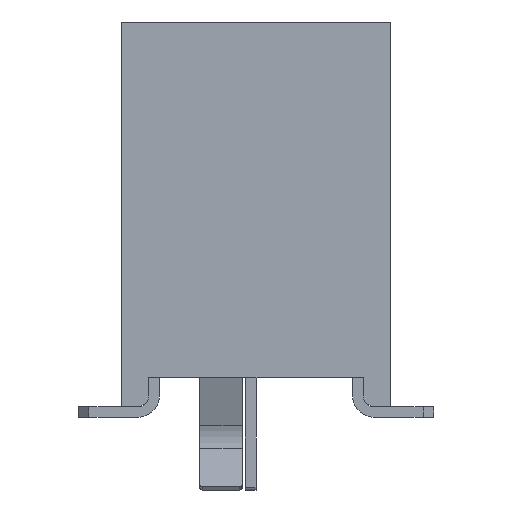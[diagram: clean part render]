
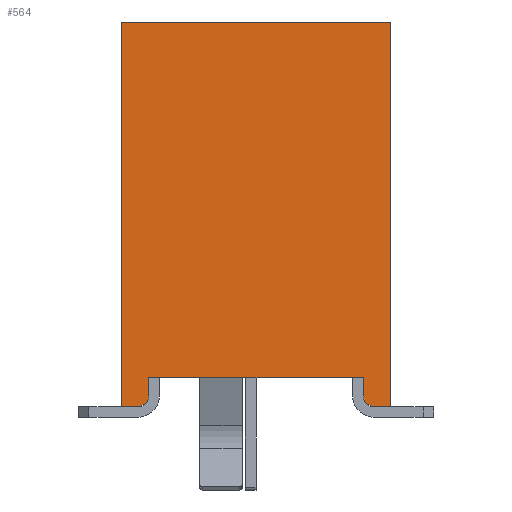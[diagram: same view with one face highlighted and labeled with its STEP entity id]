
A CAD part, left-side view. The second image highlights one B-rep face of the part: STEP entity #564.
In plain terms, the highlighted planar face has unit normal (-1, 0, 0).
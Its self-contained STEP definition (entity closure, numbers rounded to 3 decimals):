
#564 = ADVANCED_FACE( '', ( #1619 ), #1620, .T. );
#1619 = FACE_OUTER_BOUND( '', #3231, .T. );
#1620 = PLANE( '', #3232 );
#3231 = EDGE_LOOP( '', ( #5024, #5025, #5026, #5027, #5028, #5029, #5030, #5031, #5032, #5033 ) );
#3232 = AXIS2_PLACEMENT_3D( '', #5034, #5035, #5036 );
#5024 = ORIENTED_EDGE( '', *, *, #9506, .F. );
#5025 = ORIENTED_EDGE( '', *, *, #9507, .T. );
#5026 = ORIENTED_EDGE( '', *, *, #9508, .T. );
#5027 = ORIENTED_EDGE( '', *, *, #9509, .T. );
#5028 = ORIENTED_EDGE( '', *, *, #9510, .T. );
#5029 = ORIENTED_EDGE( '', *, *, #9511, .T. );
#5030 = ORIENTED_EDGE( '', *, *, #9512, .F. );
#5031 = ORIENTED_EDGE( '', *, *, #9513, .T. );
#5032 = ORIENTED_EDGE( '', *, *, #9514, .T. );
#5033 = ORIENTED_EDGE( '', *, *, #9515, .F. );
#5034 = CARTESIAN_POINT( '', ( -21.84, -2.54, -3.62 ) );
#5035 = DIRECTION( '', ( -1., 0., 0. ) );
#5036 = DIRECTION( '', ( 0., 0., 1. ) );
#9506 = EDGE_CURVE( '', #11397, #11398, #11399, .T. );
#9507 = EDGE_CURVE( '', #11397, #11400, #11401, .T. );
#9508 = EDGE_CURVE( '', #11400, #11402, #11403, .T. );
#9509 = EDGE_CURVE( '', #11402, #11404, #11405, .T. );
#9510 = EDGE_CURVE( '', #11404, #11406, #11407, .T. );
#9511 = EDGE_CURVE( '', #11406, #11408, #11409, .T. );
#9512 = EDGE_CURVE( '', #11410, #11408, #11411, .T. );
#9513 = EDGE_CURVE( '', #11410, #11412, #11413, .T. );
#9514 = EDGE_CURVE( '', #11412, #11414, #11415, .T. );
#9515 = EDGE_CURVE( '', #11398, #11414, #11416, .T. );
#11397 = VERTEX_POINT( '', #14105 );
#11398 = VERTEX_POINT( '', #14106 );
#11399 = LINE( '', #14107, #14108 );
#11400 = VERTEX_POINT( '', #14109 );
#11401 = CIRCLE( '', #14110, 0.2 );
#11402 = VERTEX_POINT( '', #14111 );
#11403 = LINE( '', #14112, #14113 );
#11404 = VERTEX_POINT( '', #14114 );
#11405 = LINE( '', #14115, #14116 );
#11406 = VERTEX_POINT( '', #14117 );
#11407 = LINE( '', #14118, #14119 );
#11408 = VERTEX_POINT( '', #14120 );
#11409 = CIRCLE( '', #14121, 0.2 );
#11410 = VERTEX_POINT( '', #14122 );
#11411 = LINE( '', #14123, #14124 );
#11412 = VERTEX_POINT( '', #14125 );
#11413 = LINE( '', #14126, #14127 );
#11414 = VERTEX_POINT( '', #14128 );
#11415 = LINE( '', #14129, #14130 );
#11416 = LINE( '', #14131, #14132 );
#14105 = CARTESIAN_POINT( '', ( -21.84, 2.22, -3.62 ) );
#14106 = CARTESIAN_POINT( '', ( -21.84, 2.54, -3.62 ) );
#14107 = CARTESIAN_POINT( '', ( -21.84, -2.54, -3.62 ) );
#14108 = VECTOR( '', #17796, 1000. );
#14109 = CARTESIAN_POINT( '', ( -21.84, 2.02, -3.42 ) );
#14110 = AXIS2_PLACEMENT_3D( '', #17797, #17798, #17799 );
#14111 = CARTESIAN_POINT( '', ( -21.84, 2.02, -3.08 ) );
#14112 = CARTESIAN_POINT( '', ( -21.84, 2.02, -3.62 ) );
#14113 = VECTOR( '', #17800, 1000. );
#14114 = CARTESIAN_POINT( '', ( -21.84, -2.02, -3.08 ) );
#14115 = CARTESIAN_POINT( '', ( -21.84, -2.54, -3.08 ) );
#14116 = VECTOR( '', #17801, 1000. );
#14117 = CARTESIAN_POINT( '', ( -21.84, -2.02, -3.42 ) );
#14118 = CARTESIAN_POINT( '', ( -21.84, -2.02, -3.62 ) );
#14119 = VECTOR( '', #17802, 1000. );
#14120 = CARTESIAN_POINT( '', ( -21.84, -2.22, -3.62 ) );
#14121 = AXIS2_PLACEMENT_3D( '', #17803, #17804, #17805 );
#14122 = CARTESIAN_POINT( '', ( -21.84, -2.54, -3.62 ) );
#14123 = CARTESIAN_POINT( '', ( -21.84, -2.54, -3.62 ) );
#14124 = VECTOR( '', #17806, 1000. );
#14125 = CARTESIAN_POINT( '', ( -21.84, -2.54, 3.62 ) );
#14126 = CARTESIAN_POINT( '', ( -21.84, -2.54, -3.62 ) );
#14127 = VECTOR( '', #17807, 1000. );
#14128 = CARTESIAN_POINT( '', ( -21.84, 2.54, 3.62 ) );
#14129 = CARTESIAN_POINT( '', ( -21.84, -2.54, 3.62 ) );
#14130 = VECTOR( '', #17808, 1000. );
#14131 = CARTESIAN_POINT( '', ( -21.84, 2.54, -3.62 ) );
#14132 = VECTOR( '', #17809, 1000. );
#17796 = DIRECTION( '', ( 0., 1., 0. ) );
#17797 = CARTESIAN_POINT( '', ( -21.84, 2.22, -3.42 ) );
#17798 = DIRECTION( '', ( -1., 0., 0. ) );
#17799 = DIRECTION( '', ( 0., 0., 1. ) );
#17800 = DIRECTION( '', ( 0., 0., 1. ) );
#17801 = DIRECTION( '', ( 0., -1., 0. ) );
#17802 = DIRECTION( '', ( 0., 0., -1. ) );
#17803 = CARTESIAN_POINT( '', ( -21.84, -2.22, -3.42 ) );
#17804 = DIRECTION( '', ( -1., 0., 0. ) );
#17805 = DIRECTION( '', ( 0., 0., 1. ) );
#17806 = DIRECTION( '', ( 0., 1., 0. ) );
#17807 = DIRECTION( '', ( 0., 0., 1. ) );
#17808 = DIRECTION( '', ( 0., 1., 0. ) );
#17809 = DIRECTION( '', ( 0., 0., 1. ) );
